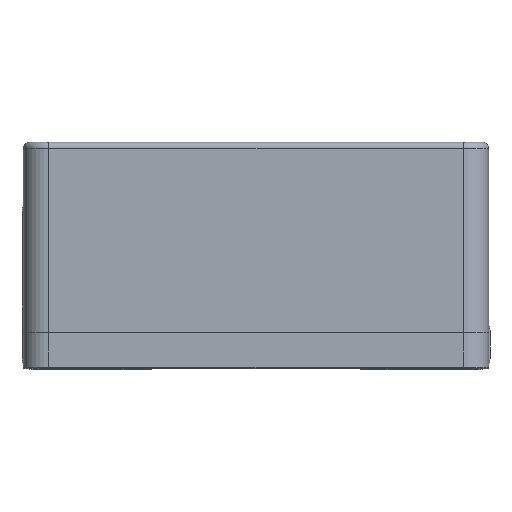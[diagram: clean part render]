
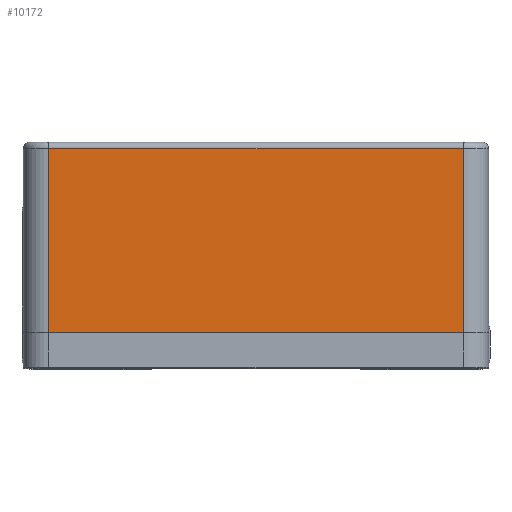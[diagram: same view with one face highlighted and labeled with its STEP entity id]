
A CAD part, left-side view. The second image highlights one B-rep face of the part: STEP entity #10172.
In plain terms, the highlighted planar face has unit normal (-1, 0, 0).
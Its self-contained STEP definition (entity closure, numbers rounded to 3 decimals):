
#734=PLANE('',#10725);
#1213=FACE_OUTER_BOUND('',#1782,.T.);
#1782=EDGE_LOOP('',(#9171,#9172,#9173,#9174));
#2190=LINE('',#14601,#3381);
#2919=LINE('',#16957,#4110);
#2921=LINE('',#16967,#4112);
#2922=LINE('',#16969,#4113);
#3381=VECTOR('',#11410,1000.);
#4110=VECTOR('',#12749,1000.);
#4112=VECTOR('',#12765,1000.);
#4113=VECTOR('',#12768,1000.);
#4639=VERTEX_POINT('',#14598);
#4640=VERTEX_POINT('',#14600);
#5146=VERTEX_POINT('',#16947);
#5148=VERTEX_POINT('',#16955);
#5689=EDGE_CURVE('',#4640,#4639,#2190,.T.);
#6504=EDGE_CURVE('',#5148,#5146,#2919,.F.);
#6509=EDGE_CURVE('',#4639,#5148,#2921,.F.);
#6510=EDGE_CURVE('',#5146,#4640,#2922,.T.);
#9171=ORIENTED_EDGE('',*,*,#6509,.T.);
#9172=ORIENTED_EDGE('',*,*,#6504,.T.);
#9173=ORIENTED_EDGE('',*,*,#6510,.T.);
#9174=ORIENTED_EDGE('',*,*,#5689,.T.);
#10172=ADVANCED_FACE('',(#1213),#734,.F.);
#10725=AXIS2_PLACEMENT_3D('',#16978,#12781,#12782);
#11410=DIRECTION('',(0.,-1.,0.));
#12749=DIRECTION('',(0.,-1.,0.));
#12765=DIRECTION('',(0.,0.,-1.));
#12768=DIRECTION('',(0.,0.,-1.));
#12781=DIRECTION('center_axis',(1.,0.,0.));
#12782=DIRECTION('ref_axis',(0.,0.,-1.));
#14598=CARTESIAN_POINT('',(-9.1,-8.1,1.45));
#14600=CARTESIAN_POINT('',(-9.1,8.1,1.45));
#14601=CARTESIAN_POINT('',(-9.1,9.1,1.45));
#16947=CARTESIAN_POINT('',(-9.1,8.1,8.65));
#16955=CARTESIAN_POINT('',(-9.1,-8.1,8.65));
#16957=CARTESIAN_POINT('',(-9.1,8.1,8.65));
#16967=CARTESIAN_POINT('',(-9.1,-8.1,8.9));
#16969=CARTESIAN_POINT('',(-9.1,8.1,8.9));
#16978=CARTESIAN_POINT('Origin',(-9.1,9.1,8.9));
